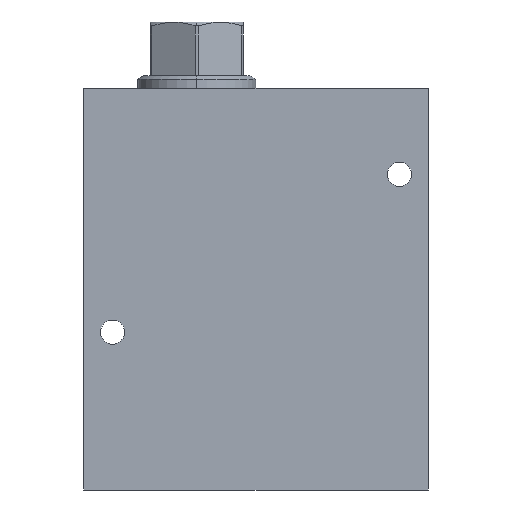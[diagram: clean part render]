
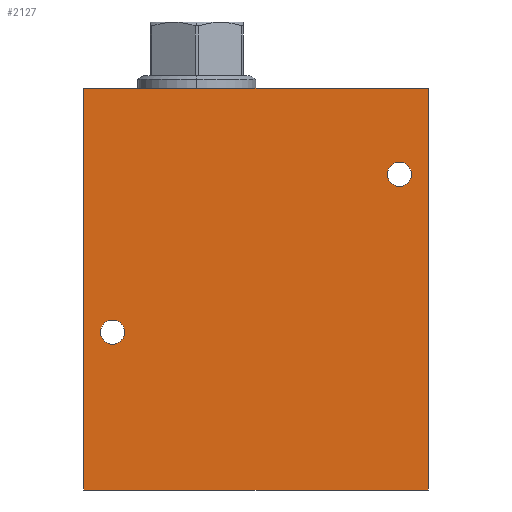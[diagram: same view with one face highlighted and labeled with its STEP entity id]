
A CAD part, front view. The second image highlights one B-rep face of the part: STEP entity #2127.
In plain terms, the highlighted planar face has unit normal (0, -1, 0).
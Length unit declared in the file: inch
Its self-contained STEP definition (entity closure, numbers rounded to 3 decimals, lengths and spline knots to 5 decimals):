
#5=DIRECTION('',(1.,0.,0.));
#6=VECTOR('',#5,6.);
#7=CARTESIAN_POINT('',(0.,-2.625,0.));
#8=LINE('',#7,#6);
#65=DIRECTION('',(0.,0.,1.));
#66=VECTOR('',#65,7.);
#67=CARTESIAN_POINT('',(6.,-2.625,0.));
#68=LINE('',#67,#66);
#99=DIRECTION('',(0.,0.,1.));
#100=VECTOR('',#99,7.);
#101=CARTESIAN_POINT('',(0.,-2.625,0.));
#102=LINE('',#101,#100);
#103=CARTESIAN_POINT('',(0.5,-2.625,2.75));
#104=DIRECTION('',(0.,1.,0.));
#105=DIRECTION('',(0.,0.,-1.));
#106=AXIS2_PLACEMENT_3D('',#103,#104,#105);
#108=CARTESIAN_POINT('',(0.5,-2.625,2.75));
#109=DIRECTION('',(0.,1.,0.));
#110=DIRECTION('',(0.,0.,1.));
#111=AXIS2_PLACEMENT_3D('',#108,#109,#110);
#113=CARTESIAN_POINT('',(5.5,-2.625,5.5));
#114=DIRECTION('',(0.,1.,0.));
#115=DIRECTION('',(0.,0.,-1.));
#116=AXIS2_PLACEMENT_3D('',#113,#114,#115);
#118=CARTESIAN_POINT('',(5.5,-2.625,5.5));
#119=DIRECTION('',(0.,1.,0.));
#120=DIRECTION('',(0.,0.,1.));
#121=AXIS2_PLACEMENT_3D('',#118,#119,#120);
#135=DIRECTION('',(1.,0.,0.));
#136=VECTOR('',#135,6.);
#137=CARTESIAN_POINT('',(0.,-2.625,7.));
#138=LINE('',#137,#136);
#1691=CARTESIAN_POINT('',(0.,-2.625,0.));
#1693=VERTEX_POINT('',#1691);
#1694=CARTESIAN_POINT('',(6.,-2.625,0.));
#1695=VERTEX_POINT('',#1694);
#1699=CARTESIAN_POINT('',(0.,-2.625,7.));
#1701=VERTEX_POINT('',#1699);
#1702=CARTESIAN_POINT('',(6.,-2.625,7.));
#1703=VERTEX_POINT('',#1702);
#1978=CARTESIAN_POINT('',(0.5,-2.625,2.539));
#1979=CARTESIAN_POINT('',(0.5,-2.625,2.961));
#1980=VERTEX_POINT('',#1978);
#1981=VERTEX_POINT('',#1979);
#1990=CARTESIAN_POINT('',(5.5,-2.625,5.289));
#1991=CARTESIAN_POINT('',(5.5,-2.625,5.711));
#1992=VERTEX_POINT('',#1990);
#1993=VERTEX_POINT('',#1991);
#2103=CARTESIAN_POINT('',(0.,-2.625,0.));
#2104=DIRECTION('',(0.,-1.,0.));
#2105=DIRECTION('',(1.,0.,0.));
#2106=AXIS2_PLACEMENT_3D('',#2103,#2104,#2105);
#2107=PLANE('',#2106);
#2108=ORIENTED_EDGE('',*,*,#2009,.F.);
#2109=ORIENTED_EDGE('',*,*,#2028,.T.);
#2111=ORIENTED_EDGE('',*,*,#2110,.T.);
#2112=ORIENTED_EDGE('',*,*,#2077,.F.);
#2113=EDGE_LOOP('',(#2108,#2109,#2111,#2112));
#2114=FACE_OUTER_BOUND('',#2113,.F.);
#2116=ORIENTED_EDGE('',*,*,#2115,.F.);
#2118=ORIENTED_EDGE('',*,*,#2117,.F.);
#2119=EDGE_LOOP('',(#2116,#2118));
#2120=FACE_BOUND('',#2119,.F.);
#2122=ORIENTED_EDGE('',*,*,#2121,.F.);
#2124=ORIENTED_EDGE('',*,*,#2123,.F.);
#2125=EDGE_LOOP('',(#2122,#2124));
#2126=FACE_BOUND('',#2125,.F.);
#2127=ADVANCED_FACE('',(#2114,#2120,#2126),#2107,.T.);
#107=CIRCLE('',#106,0.211);
#112=CIRCLE('',#111,0.211);
#117=CIRCLE('',#116,0.211);
#122=CIRCLE('',#121,0.211);
#2009=EDGE_CURVE('',#1693,#1695,#8,.T.);
#2028=EDGE_CURVE('',#1693,#1701,#102,.T.);
#2077=EDGE_CURVE('',#1695,#1703,#68,.T.);
#2110=EDGE_CURVE('',#1701,#1703,#138,.T.);
#2115=EDGE_CURVE('',#1980,#1981,#107,.T.);
#2117=EDGE_CURVE('',#1981,#1980,#112,.T.);
#2121=EDGE_CURVE('',#1992,#1993,#117,.T.);
#2123=EDGE_CURVE('',#1993,#1992,#122,.T.);
